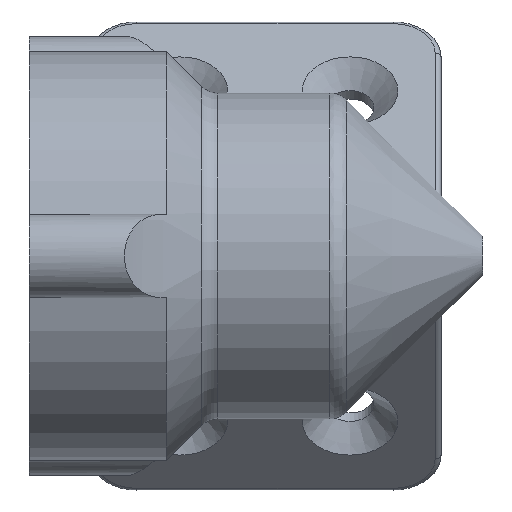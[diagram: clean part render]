
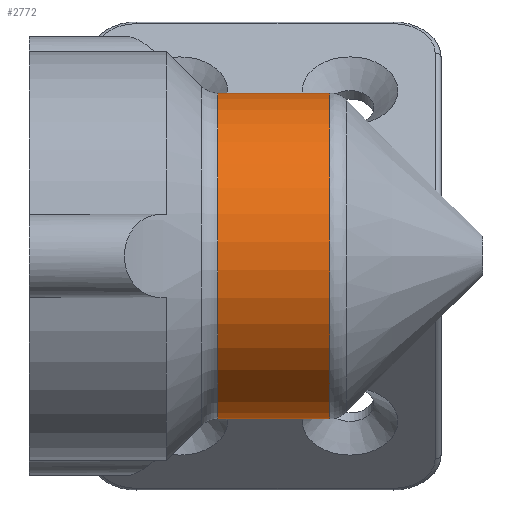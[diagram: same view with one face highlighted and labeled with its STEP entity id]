
A CAD part, left-side view. The second image highlights one B-rep face of the part: STEP entity #2772.
In plain terms, the highlighted cylindrical face has radius 13.65 mm (diameter 27.3 mm), a partial arc.
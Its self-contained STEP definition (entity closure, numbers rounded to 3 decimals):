
#113=CYLINDRICAL_SURFACE('',#3021,13.65);
#452=FACE_OUTER_BOUND('',#622,.T.);
#622=EDGE_LOOP('',(#2362,#2363,#2364,#2365));
#828=LINE('',#5828,#977);
#829=LINE('',#5830,#978);
#977=VECTOR('',#3584,10.);
#978=VECTOR('',#3585,10.);
#1082=CIRCLE('',#3020,13.65);
#1083=CIRCLE('',#3022,13.65);
#1345=VERTEX_POINT('',#5819);
#1347=VERTEX_POINT('',#5823);
#1348=VERTEX_POINT('',#5827);
#1349=VERTEX_POINT('',#5829);
#1710=EDGE_CURVE('',#1347,#1345,#1082,.T.);
#1711=EDGE_CURVE('',#1345,#1348,#828,.T.);
#1712=EDGE_CURVE('',#1349,#1347,#829,.T.);
#1713=EDGE_CURVE('',#1348,#1349,#1083,.T.);
#2362=ORIENTED_EDGE('',*,*,#1711,.F.);
#2363=ORIENTED_EDGE('',*,*,#1710,.F.);
#2364=ORIENTED_EDGE('',*,*,#1712,.F.);
#2365=ORIENTED_EDGE('',*,*,#1713,.F.);
#2772=ADVANCED_FACE('',(#452),#113,.T.);
#3020=AXIS2_PLACEMENT_3D('',#5825,#3580,#3581);
#3021=AXIS2_PLACEMENT_3D('',#5826,#3582,#3583);
#3022=AXIS2_PLACEMENT_3D('',#5831,#3586,#3587);
#3580=DIRECTION('center_axis',(0.,1.,0.));
#3581=DIRECTION('ref_axis',(-1.,0.,0.));
#3582=DIRECTION('center_axis',(0.,-1.,0.));
#3583=DIRECTION('ref_axis',(-1.,0.,0.));
#3584=DIRECTION('',(0.,-1.,0.));
#3585=DIRECTION('',(0.,1.,0.));
#3586=DIRECTION('center_axis',(0.,-1.,0.));
#3587=DIRECTION('ref_axis',(-1.,0.,0.));
#5819=CARTESIAN_POINT('',(10.847,-14.318,8.286));
#5823=CARTESIAN_POINT('',(10.847,-14.318,-8.286));
#5825=CARTESIAN_POINT('Origin',(0.,-14.318,0.));
#5826=CARTESIAN_POINT('Origin',(0.,-6.5,0.));
#5827=CARTESIAN_POINT('',(10.847,-23.672,8.286));
#5828=CARTESIAN_POINT('',(10.847,-6.5,8.286));
#5829=CARTESIAN_POINT('',(10.847,-23.672,-8.286));
#5830=CARTESIAN_POINT('',(10.847,-6.5,-8.286));
#5831=CARTESIAN_POINT('Origin',(0.,-23.672,0.));
